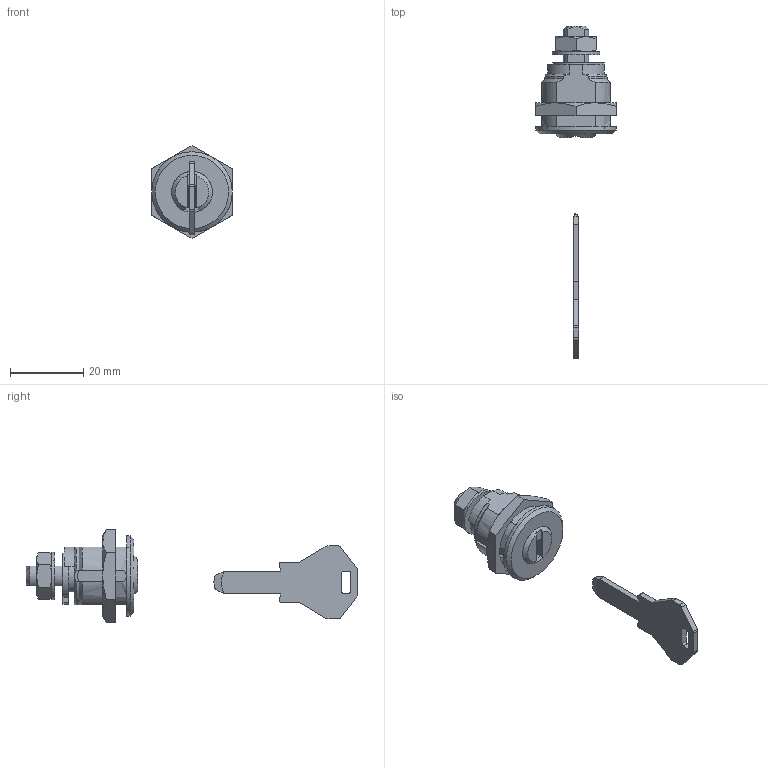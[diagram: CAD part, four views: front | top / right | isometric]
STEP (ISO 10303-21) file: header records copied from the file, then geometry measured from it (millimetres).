
FILE_DESCRIPTION((''),'2;1');
FILE_NAME('','2006-01-16T15:52:04',(''),(''),'','CADfix','');
FILE_SCHEMA(('AUTOMOTIVE_DESIGN'));
Length unit declared in the file: millimetre
Products named in the file (7): washer; nut_B; nut_A; lock; key; control_cam; TL_252_31218_36
Assembly tree (6 placements, depth 2):
  TL_252_31218_36
    washer
    nut_B
    nut_A
    lock
    key
    control_cam
Bounding box: 22 x 90.81 x 25.4 mm (x, y, z)
Volume: 6287.9 mm3; surface area: 5180.1 mm2
Topology: 6 solids, 6 shells, 154 faces, 481 edges, 341 vertices
Faces by surface type: bspline 154
Entity records: 6928 total; most frequent: CARTESIAN_POINT 3899, ORIENTED_EDGE 962, EDGE_CURVE 481, VERTEX_POINT 341, B_SPLINE_CURVE_WITH_KNOTS 245, QUASI_UNIFORM_CURVE 236, EDGE_LOOP 168, FACE_OUTER_BOUND 154
